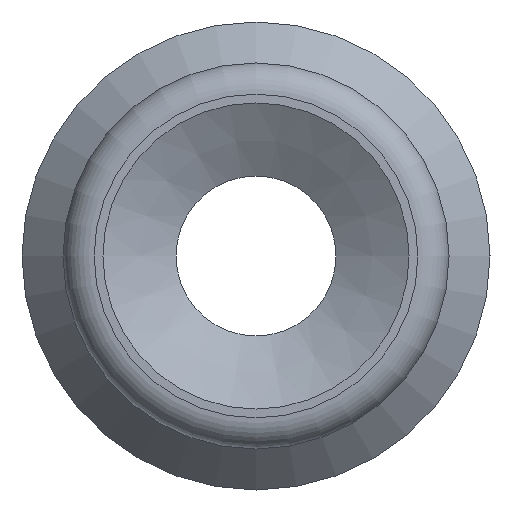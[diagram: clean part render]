
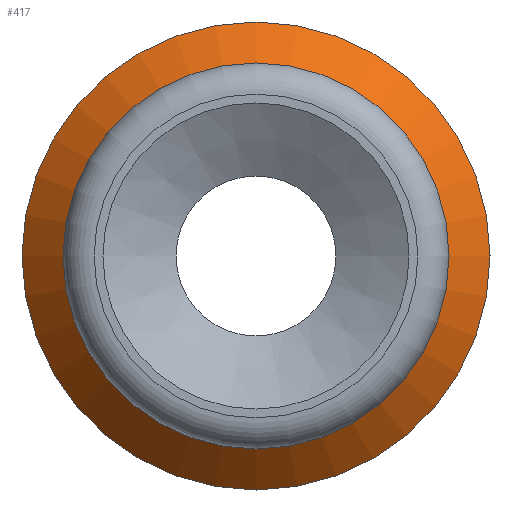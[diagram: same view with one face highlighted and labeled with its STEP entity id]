
A CAD part, left-side view. The second image highlights one B-rep face of the part: STEP entity #417.
In plain terms, the highlighted conical face has half-angle 45 degrees and reference radius 5.475 mm.
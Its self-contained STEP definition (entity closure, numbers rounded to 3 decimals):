
#363=CARTESIAN_POINT('',(5.05,4.95,0.0));
#364=VERTEX_POINT('',#363);
#365=CARTESIAN_POINT('',(5.05,0.0,0.0));
#366=DIRECTION('',(1.0,0.0,0.0));
#367=DIRECTION('',(0.0,1.0,0.0));
#368=AXIS2_PLACEMENT_3D('',#365,#366,#367);
#369=CIRCLE('',#368,4.95);
#370=EDGE_CURVE('',#364,#364,#369,.T.);
#398=CARTESIAN_POINT('',(5.575,0.0,0.0));
#399=DIRECTION('',(1.0,0.0,0.0));
#400=DIRECTION('',(0.0,1.0,0.0));
#401=AXIS2_PLACEMENT_3D('',#398,#399,#400);
#402=CONICAL_SURFACE('',#401,5.475,45.);
#403=CARTESIAN_POINT('',(6.1,6.,0.0));
#404=VERTEX_POINT('',#403);
#405=CARTESIAN_POINT('',(6.1,0.0,0.0));
#406=DIRECTION('',(1.0,0.0,0.0));
#407=DIRECTION('',(0.0,1.0,0.0));
#408=AXIS2_PLACEMENT_3D('',#405,#406,#407);
#409=CIRCLE('',#408,6.);
#410=EDGE_CURVE('',#404,#404,#409,.T.);
#411=ORIENTED_EDGE('',*,*,#410,.F.);
#412=EDGE_LOOP('',(#411));
#413=FACE_OUTER_BOUND('',#412,.T.);
#414=ORIENTED_EDGE('',*,*,#370,.T.);
#415=EDGE_LOOP('',(#414));
#416=FACE_BOUND('',#415,.T.);
#417=ADVANCED_FACE('',(#413,#416),#402,.T.);
